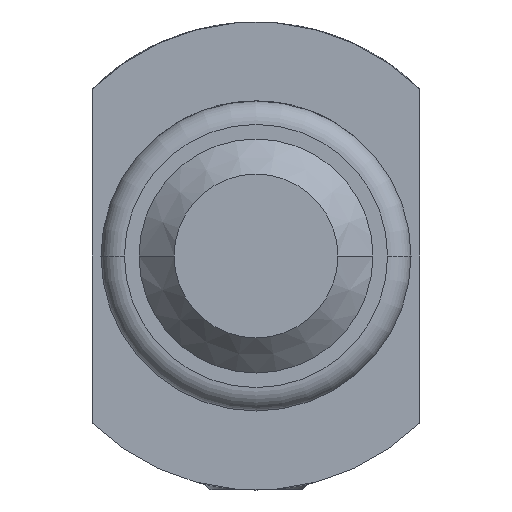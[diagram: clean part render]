
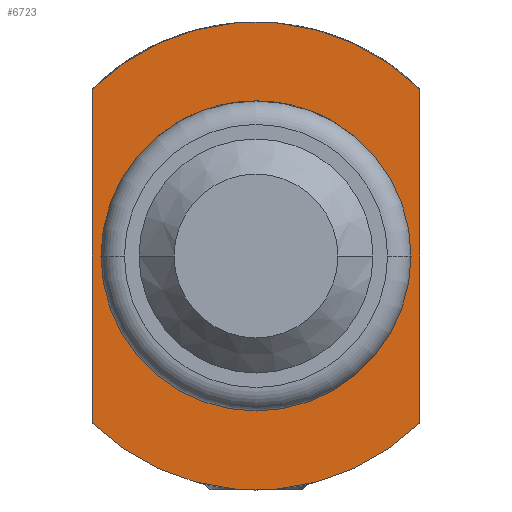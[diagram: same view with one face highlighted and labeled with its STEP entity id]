
A CAD part, front view. The second image highlights one B-rep face of the part: STEP entity #6723.
In plain terms, the highlighted planar face has unit normal (0, -1, 0).
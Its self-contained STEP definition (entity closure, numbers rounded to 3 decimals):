
#125 = ORIENTED_EDGE ( 'NONE', *, *, #345, .T. ) ;
#212 = DIRECTION ( 'NONE',  ( -1., 0., 0. ) ) ;
#275 = ORIENTED_EDGE ( 'NONE', *, *, #5992, .F. ) ;
#345 = EDGE_CURVE ( 'NONE', #1284, #2525, #6173, .T. ) ;
#509 = EDGE_LOOP ( 'NONE', ( #125, #7696, #6353, #6152 ) ) ;
#515 = EDGE_CURVE ( 'NONE', #2525, #865, #6051, .T. ) ;
#865 = VERTEX_POINT ( 'NONE', #3978 ) ;
#994 = PLANE ( 'NONE',  #1243 ) ;
#1023 = DIRECTION ( 'NONE',  ( -1., 0., 0. ) ) ;
#1243 = AXIS2_PLACEMENT_3D ( 'NONE', #3904, #5246, #1023 ) ;
#1284 = VERTEX_POINT ( 'NONE', #5375 ) ;
#1864 = AXIS2_PLACEMENT_3D ( 'NONE', #6903, #4139, #4855 ) ;
#2020 = VERTEX_POINT ( 'NONE', #2117 ) ;
#2117 = CARTESIAN_POINT ( 'NONE',  ( 1.325, -7.5, 0. ) ) ;
#2313 = CARTESIAN_POINT ( 'NONE',  ( 0., -7.5, 0. ) ) ;
#2477 = CIRCLE ( 'NONE', #2674, 1.325 ) ;
#2525 = VERTEX_POINT ( 'NONE', #8330 ) ;
#2537 = VERTEX_POINT ( 'NONE', #4698 ) ;
#2674 = AXIS2_PLACEMENT_3D ( 'NONE', #8856, #4623, #3190 ) ;
#3031 = CARTESIAN_POINT ( 'NONE',  ( -1.4, -7.5, 0. ) ) ;
#3156 = CARTESIAN_POINT ( 'NONE',  ( -1.4, -7.5, 1.428 ) ) ;
#3190 = DIRECTION ( 'NONE',  ( -1., 0., 0. ) ) ;
#3306 = FACE_OUTER_BOUND ( 'NONE', #509, .T. ) ;
#3904 = CARTESIAN_POINT ( 'NONE',  ( 0., -7.5, 0. ) ) ;
#3932 = FACE_BOUND ( 'NONE', #8579, .T. ) ;
#3978 = CARTESIAN_POINT ( 'NONE',  ( 1.4, -7.5, 1.428 ) ) ;
#4003 = DIRECTION ( 'NONE',  ( 0., -1., 0. ) ) ;
#4139 = DIRECTION ( 'NONE',  ( 0., -1., 0. ) ) ;
#4376 = DIRECTION ( 'NONE',  ( 0., 0., 1. ) ) ;
#4459 = EDGE_CURVE ( 'NONE', #865, #9145, #8511, .T. ) ;
#4623 = DIRECTION ( 'NONE',  ( 0., -1., 0. ) ) ;
#4698 = CARTESIAN_POINT ( 'NONE',  ( -1.325, -7.5, 0. ) ) ;
#4855 = DIRECTION ( 'NONE',  ( -1., 0., 0. ) ) ;
#5246 = DIRECTION ( 'NONE',  ( 0., -1., 0. ) ) ;
#5375 = CARTESIAN_POINT ( 'NONE',  ( -1.4, -7.5, -1.428 ) ) ;
#5555 = AXIS2_PLACEMENT_3D ( 'NONE', #8923, #4003, #6090 ) ;
#5727 = AXIS2_PLACEMENT_3D ( 'NONE', #2313, #6680, #212 ) ;
#5992 = EDGE_CURVE ( 'NONE', #2020, #2537, #7924, .T. ) ;
#6051 = LINE ( 'NONE', #7935, #8921 ) ;
#6090 = DIRECTION ( 'NONE',  ( -1., 0., 0. ) ) ;
#6152 = ORIENTED_EDGE ( 'NONE', *, *, #6380, .T. ) ;
#6173 = CIRCLE ( 'NONE', #1864, 2. ) ;
#6353 = ORIENTED_EDGE ( 'NONE', *, *, #4459, .T. ) ;
#6380 = EDGE_CURVE ( 'NONE', #9145, #1284, #7246, .T. ) ;
#6680 = DIRECTION ( 'NONE',  ( 0., -1., 0. ) ) ;
#6723 = ADVANCED_FACE ( 'NONE', ( #3932, #3306 ), #994, .T. ) ;
#6732 = EDGE_CURVE ( 'NONE', #2537, #2020, #2477, .T. ) ;
#6903 = CARTESIAN_POINT ( 'NONE',  ( 0., -7.5, 0. ) ) ;
#7188 = DIRECTION ( 'NONE',  ( 0., 0., -1. ) ) ;
#7246 = LINE ( 'NONE', #3031, #8596 ) ;
#7335 = ORIENTED_EDGE ( 'NONE', *, *, #6732, .F. ) ;
#7696 = ORIENTED_EDGE ( 'NONE', *, *, #515, .T. ) ;
#7924 = CIRCLE ( 'NONE', #5555, 1.325 ) ;
#7935 = CARTESIAN_POINT ( 'NONE',  ( 1.4, -7.5, 0. ) ) ;
#8330 = CARTESIAN_POINT ( 'NONE',  ( 1.4, -7.5, -1.428 ) ) ;
#8511 = CIRCLE ( 'NONE', #5727, 2. ) ;
#8579 = EDGE_LOOP ( 'NONE', ( #275, #7335 ) ) ;
#8596 = VECTOR ( 'NONE', #7188, 1000. ) ;
#8856 = CARTESIAN_POINT ( 'NONE',  ( 0., -7.5, 0. ) ) ;
#8921 = VECTOR ( 'NONE', #4376, 1000. ) ;
#8923 = CARTESIAN_POINT ( 'NONE',  ( 0., -7.5, 0. ) ) ;
#9145 = VERTEX_POINT ( 'NONE', #3156 ) ;
